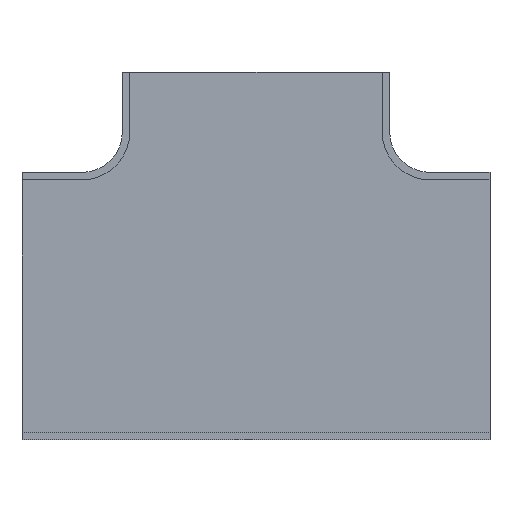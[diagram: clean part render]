
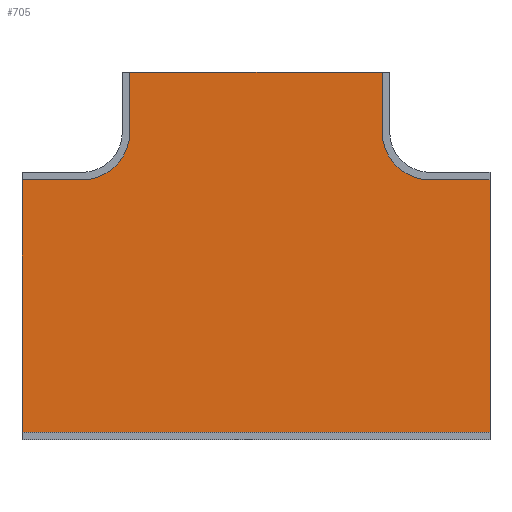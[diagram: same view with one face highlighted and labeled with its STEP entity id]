
A CAD part, front view. The second image highlights one B-rep face of the part: STEP entity #705.
In plain terms, the highlighted planar face has unit normal (0, -1, 0).
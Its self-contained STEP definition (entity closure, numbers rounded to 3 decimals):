
#9 = ORIENTED_EDGE ( 'NONE', *, *, #655, .F. ) ;
#17 = LINE ( 'NONE', #142, #606 ) ;
#20 = CIRCLE ( 'NONE', #372, 9.5 ) ;
#28 = CARTESIAN_POINT ( 'NONE',  ( 25.2, 20.3, 22.335 ) ) ;
#33 = CARTESIAN_POINT ( 'NONE',  ( 46.7, 20.3, -37.565 ) ) ;
#40 = VERTEX_POINT ( 'NONE', #731 ) ;
#56 = CARTESIAN_POINT ( 'NONE',  ( -34.7, 20.3, 22.335 ) ) ;
#58 = EDGE_CURVE ( 'NONE', #605, #352, #321, .T. ) ;
#70 = LINE ( 'NONE', #133, #717 ) ;
#73 = ORIENTED_EDGE ( 'NONE', *, *, #90, .F. ) ;
#90 = EDGE_CURVE ( 'NONE', #352, #331, #17, .T. ) ;
#103 = CIRCLE ( 'NONE', #187, 9.5 ) ;
#106 = LINE ( 'NONE', #427, #706 ) ;
#127 = DIRECTION ( 'NONE',  ( 1., 0., 0. ) ) ;
#130 = DIRECTION ( 'NONE',  ( 1., 0., 0. ) ) ;
#132 = ORIENTED_EDGE ( 'NONE', *, *, #296, .F. ) ;
#133 = CARTESIAN_POINT ( 'NONE',  ( -26.7, 20.3, 34.335 ) ) ;
#142 = CARTESIAN_POINT ( 'NONE',  ( -34.7, 20.3, 12.835 ) ) ;
#154 = DIRECTION ( 'NONE',  ( 1., 0., 0. ) ) ;
#155 = ORIENTED_EDGE ( 'NONE', *, *, #275, .F. ) ;
#167 = VECTOR ( 'NONE', #493, 1000. ) ;
#170 = ORIENTED_EDGE ( 'NONE', *, *, #58, .F. ) ;
#187 = AXIS2_PLACEMENT_3D ( 'NONE', #663, #657, #654 ) ;
#201 = EDGE_CURVE ( 'NONE', #331, #687, #20, .T. ) ;
#218 = DIRECTION ( 'NONE',  ( 0., 0., 1. ) ) ;
#224 = EDGE_CURVE ( 'NONE', #474, #40, #103, .T. ) ;
#225 = VERTEX_POINT ( 'NONE', #669 ) ;
#275 = EDGE_CURVE ( 'NONE', #449, #605, #656, .T. ) ;
#293 = CARTESIAN_POINT ( 'NONE',  ( -46.7, 20.3, 12.835 ) ) ;
#295 = VECTOR ( 'NONE', #218, 1000. ) ;
#296 = EDGE_CURVE ( 'NONE', #225, #474, #578, .T. ) ;
#316 = ORIENTED_EDGE ( 'NONE', *, *, #586, .F. ) ;
#321 = LINE ( 'NONE', #701, #295 ) ;
#331 = VERTEX_POINT ( 'NONE', #333 ) ;
#333 = CARTESIAN_POINT ( 'NONE',  ( -34.7, 20.3, 12.835 ) ) ;
#352 = VERTEX_POINT ( 'NONE', #293 ) ;
#372 = AXIS2_PLACEMENT_3D ( 'NONE', #56, #537, #724 ) ;
#389 = DIRECTION ( 'NONE',  ( 0., 0., -1. ) ) ;
#394 = VECTOR ( 'NONE', #680, 1000. ) ;
#422 = CARTESIAN_POINT ( 'NONE',  ( -25.2, 20.3, 34.335 ) ) ;
#423 = ORIENTED_EDGE ( 'NONE', *, *, #610, .F. ) ;
#426 = CARTESIAN_POINT ( 'NONE',  ( 25.2, 20.3, 34.335 ) ) ;
#427 = CARTESIAN_POINT ( 'NONE',  ( 34.7, 20.3, 12.835 ) ) ;
#444 = ORIENTED_EDGE ( 'NONE', *, *, #201, .F. ) ;
#449 = VERTEX_POINT ( 'NONE', #33 ) ;
#470 = CARTESIAN_POINT ( 'NONE',  ( -46.7, 20.3, -37.565 ) ) ;
#474 = VERTEX_POINT ( 'NONE', #28 ) ;
#476 = CARTESIAN_POINT ( 'NONE',  ( 46.7, 20.3, 12.835 ) ) ;
#493 = DIRECTION ( 'NONE',  ( -1., 0., 0. ) ) ;
#501 = EDGE_LOOP ( 'NONE', ( #9, #539, #563, #132, #316, #423, #444, #73, #170, #155 ) ) ;
#503 = CARTESIAN_POINT ( 'NONE',  ( -46.7, 20.3, -37.565 ) ) ;
#513 = CARTESIAN_POINT ( 'NONE',  ( -25.2, 20.3, 34.335 ) ) ;
#515 = FACE_OUTER_BOUND ( 'NONE', #501, .T. ) ;
#517 = AXIS2_PLACEMENT_3D ( 'NONE', #570, #522, #573 ) ;
#521 = VECTOR ( 'NONE', #389, 1000. ) ;
#522 = DIRECTION ( 'NONE',  ( 0., 1., 0. ) ) ;
#537 = DIRECTION ( 'NONE',  ( 0., -1., 0. ) ) ;
#539 = ORIENTED_EDGE ( 'NONE', *, *, #635, .F. ) ;
#551 = LINE ( 'NONE', #422, #568 ) ;
#558 = CARTESIAN_POINT ( 'NONE',  ( 46.7, 20.3, 14.335 ) ) ;
#563 = ORIENTED_EDGE ( 'NONE', *, *, #224, .F. ) ;
#568 = VECTOR ( 'NONE', #639, 1000. ) ;
#570 = CARTESIAN_POINT ( 'NONE',  ( -34.7, 20.3, 22.335 ) ) ;
#573 = DIRECTION ( 'NONE',  ( 0., 0., 1. ) ) ;
#578 = LINE ( 'NONE', #426, #521 ) ;
#581 = PLANE ( 'NONE',  #517 ) ;
#586 = EDGE_CURVE ( 'NONE', #709, #225, #70, .T. ) ;
#605 = VERTEX_POINT ( 'NONE', #470 ) ;
#606 = VECTOR ( 'NONE', #154, 1000. ) ;
#610 = EDGE_CURVE ( 'NONE', #687, #709, #551, .T. ) ;
#614 = VERTEX_POINT ( 'NONE', #476 ) ;
#635 = EDGE_CURVE ( 'NONE', #40, #614, #106, .T. ) ;
#639 = DIRECTION ( 'NONE',  ( 0., 0., 1. ) ) ;
#654 = DIRECTION ( 'NONE',  ( 0., 0., 1. ) ) ;
#655 = EDGE_CURVE ( 'NONE', #614, #449, #682, .T. ) ;
#656 = LINE ( 'NONE', #503, #167 ) ;
#657 = DIRECTION ( 'NONE',  ( 0., -1., 0. ) ) ;
#663 = CARTESIAN_POINT ( 'NONE',  ( 34.7, 20.3, 22.335 ) ) ;
#669 = CARTESIAN_POINT ( 'NONE',  ( 25.2, 20.3, 34.335 ) ) ;
#676 = CARTESIAN_POINT ( 'NONE',  ( -25.2, 20.3, 22.335 ) ) ;
#680 = DIRECTION ( 'NONE',  ( 0., 0., -1. ) ) ;
#682 = LINE ( 'NONE', #558, #394 ) ;
#687 = VERTEX_POINT ( 'NONE', #676 ) ;
#701 = CARTESIAN_POINT ( 'NONE',  ( -46.7, 20.3, 14.335 ) ) ;
#705 = ADVANCED_FACE ( 'NONE', ( #515 ), #581, .F. ) ;
#706 = VECTOR ( 'NONE', #127, 1000. ) ;
#709 = VERTEX_POINT ( 'NONE', #513 ) ;
#717 = VECTOR ( 'NONE', #130, 1000. ) ;
#724 = DIRECTION ( 'NONE',  ( 0., 0., 1. ) ) ;
#731 = CARTESIAN_POINT ( 'NONE',  ( 34.7, 20.3, 12.835 ) ) ;
